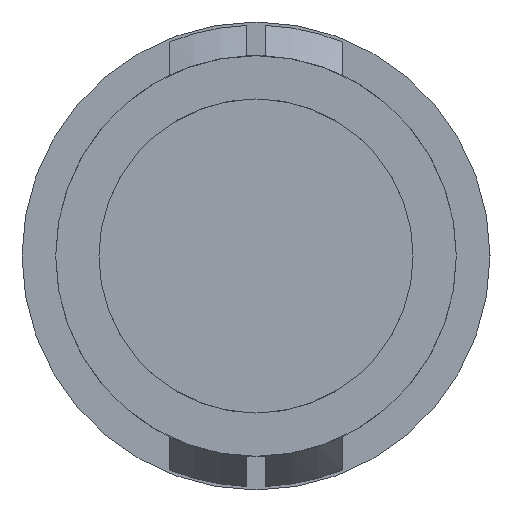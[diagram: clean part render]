
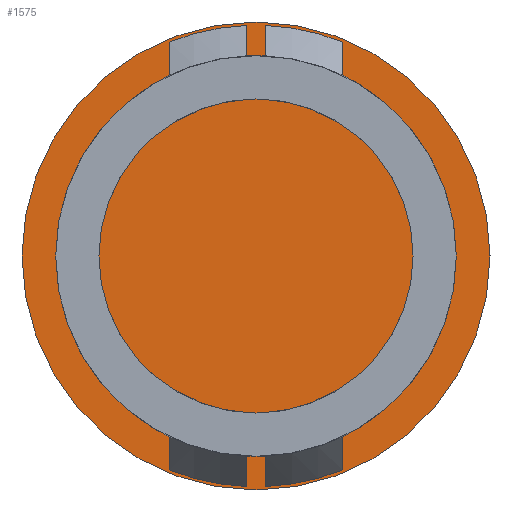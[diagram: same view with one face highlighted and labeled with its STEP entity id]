
A CAD part, front view. The second image highlights one B-rep face of the part: STEP entity #1575.
In plain terms, the highlighted planar face has unit normal (0, -1, 0).
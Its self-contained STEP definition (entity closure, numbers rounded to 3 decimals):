
#93 = CARTESIAN_POINT ( 'NONE',  ( 0., 0., -7.3 ) ) ;
#100 = CARTESIAN_POINT ( 'NONE',  ( 0., 0., 7.3 ) ) ;
#125 = CARTESIAN_POINT ( 'NONE',  ( -3.3, 0., 5.308 ) ) ;
#129 = CARTESIAN_POINT ( 'NONE',  ( 3.3, 0., 3.622 ) ) ;
#132 = CARTESIAN_POINT ( 'NONE',  ( -3.3, 0., -5.308 ) ) ;
#142 = CARTESIAN_POINT ( 'NONE',  ( 3.3, 0., -3.622 ) ) ;
#181 = CARTESIAN_POINT ( 'NONE',  ( 3.3, 0., 5.308 ) ) ;
#184 = CARTESIAN_POINT ( 'NONE',  ( -3.3, 0., -3.622 ) ) ;
#187 = CARTESIAN_POINT ( 'NONE',  ( -3.3, 0., 3.622 ) ) ;
#191 = CARTESIAN_POINT ( 'NONE',  ( 3.3, 0., -5.308 ) ) ;
#194 = CARTESIAN_POINT ( 'NONE',  ( 0., 0., 0. ) ) ;
#195 = DIRECTION ( 'NONE',  ( 0., -1., 0. ) ) ;
#196 = DIRECTION ( 'NONE',  ( 0., 0., -1. ) ) ;
#233 = CARTESIAN_POINT ( 'NONE',  ( 0., 0., 0. ) ) ;
#234 = DIRECTION ( 'NONE',  ( 0., 1., 0. ) ) ;
#235 = DIRECTION ( 'NONE',  ( 0., 0., 1. ) ) ;
#243 = CARTESIAN_POINT ( 'NONE',  ( 0., 0., 0. ) ) ;
#247 = DIRECTION ( 'NONE',  ( 0., -1., 0. ) ) ;
#248 = DIRECTION ( 'NONE',  ( 0., 0., -1. ) ) ;
#256 = LINE ( 'NONE', #257, #1660 ) ;
#257 = CARTESIAN_POINT ( 'NONE',  ( -3.3, 0., -7.3 ) ) ;
#258 = DIRECTION ( 'NONE',  ( 0., 0., 1. ) ) ;
#265 = LINE ( 'NONE', #266, #1645 ) ;
#266 = CARTESIAN_POINT ( 'NONE',  ( 3.3, 0., -7.3 ) ) ;
#267 = DIRECTION ( 'NONE',  ( 0., 0., 1. ) ) ;
#298 = CARTESIAN_POINT ( 'NONE',  ( 0., 0., 0. ) ) ;
#302 = DIRECTION ( 'NONE',  ( 0., 1., 0. ) ) ;
#303 = DIRECTION ( 'NONE',  ( 0., 0., 1. ) ) ;
#304 = CARTESIAN_POINT ( 'NONE',  ( 0., 0., 0. ) ) ;
#305 = DIRECTION ( 'NONE',  ( 0., 1., 0. ) ) ;
#306 = DIRECTION ( 'NONE',  ( 0., 0., 1. ) ) ;
#726 = LINE ( 'NONE', #727, #1840 ) ;
#727 = CARTESIAN_POINT ( 'NONE',  ( -3.3, 0., -7.3 ) ) ;
#728 = DIRECTION ( 'NONE',  ( 0., 0., 1. ) ) ;
#746 = LINE ( 'NONE', #747, #1847 ) ;
#747 = CARTESIAN_POINT ( 'NONE',  ( 3.3, 0., -7.3 ) ) ;
#748 = DIRECTION ( 'NONE',  ( 0., 0., 1. ) ) ;
#770 = PLANE ( 'NONE',  #1846 ) ;
#771 = CARTESIAN_POINT ( 'NONE',  ( -6.25, 0., 0. ) ) ;
#772 = DIRECTION ( 'NONE',  ( 0., -1., 0. ) ) ;
#773 = DIRECTION ( 'NONE',  ( 0., 0., -1. ) ) ;
#873 = CARTESIAN_POINT ( 'NONE',  ( 0., 0., 0. ) ) ;
#874 = DIRECTION ( 'NONE',  ( 0., 1., 0. ) ) ;
#875 = DIRECTION ( 'NONE',  ( 0., 0., 1. ) ) ;
#940 = VERTEX_POINT ( 'NONE', #93 ) ;
#951 = EDGE_LOOP ( 'NONE', ( #1080, #1079 ) ) ;
#952 = EDGE_LOOP ( 'NONE', ( #1089, #1088, #1087, #1086 ) ) ;
#953 = EDGE_LOOP ( 'NONE', ( #1084, #1085, #1083, #1081 ) ) ;
#963 = VERTEX_POINT ( 'NONE', #100 ) ;
#1079 = ORIENTED_EDGE ( 'NONE', *, *, #1377, .F. ) ;
#1080 = ORIENTED_EDGE ( 'NONE', *, *, #1402, .F. ) ;
#1081 = ORIENTED_EDGE ( 'NONE', *, *, #1366, .T. ) ;
#1083 = ORIENTED_EDGE ( 'NONE', *, *, #1385, .F. ) ;
#1084 = ORIENTED_EDGE ( 'NONE', *, *, #1557, .F. ) ;
#1085 = ORIENTED_EDGE ( 'NONE', *, *, #1403, .T. ) ;
#1086 = ORIENTED_EDGE ( 'NONE', *, *, #1382, .T. ) ;
#1087 = ORIENTED_EDGE ( 'NONE', *, *, #1389, .T. ) ;
#1088 = ORIENTED_EDGE ( 'NONE', *, *, #1619, .T. ) ;
#1089 = ORIENTED_EDGE ( 'NONE', *, *, #1565, .T. ) ;
#1172 = VERTEX_POINT ( 'NONE', #125 ) ;
#1176 = VERTEX_POINT ( 'NONE', #129 ) ;
#1179 = VERTEX_POINT ( 'NONE', #132 ) ;
#1189 = VERTEX_POINT ( 'NONE', #142 ) ;
#1246 = VERTEX_POINT ( 'NONE', #181 ) ;
#1249 = VERTEX_POINT ( 'NONE', #184 ) ;
#1252 = VERTEX_POINT ( 'NONE', #187 ) ;
#1256 = VERTEX_POINT ( 'NONE', #191 ) ;
#1366 = EDGE_CURVE ( 'NONE', #1252, #1249, #1491, .T. ) ;
#1375 = CIRCLE ( 'NONE', #1894, 6.25 ) ;
#1377 = EDGE_CURVE ( 'NONE', #940, #963, #1503, .T. ) ;
#1382 = EDGE_CURVE ( 'NONE', #1189, #1176, #1488, .T. ) ;
#1385 = EDGE_CURVE ( 'NONE', #1252, #1172, #256, .T. ) ;
#1389 = EDGE_CURVE ( 'NONE', #1256, #1189, #265, .T. ) ;
#1402 = EDGE_CURVE ( 'NONE', #963, #940, #1585, .T. ) ;
#1403 = EDGE_CURVE ( 'NONE', #1179, #1172, #1582, .T. ) ;
#1488 = CIRCLE ( 'NONE', #1656, 4.9 ) ;
#1491 = CIRCLE ( 'NONE', #1668, 4.9 ) ;
#1503 = CIRCLE ( 'NONE', #1648, 7.3 ) ;
#1557 = EDGE_CURVE ( 'NONE', #1179, #1249, #726, .T. ) ;
#1565 = EDGE_CURVE ( 'NONE', #1176, #1246, #746, .T. ) ;
#1575 = ADVANCED_FACE ( 'NONE', ( #1854, #1858, #1860 ), #770, .T. ) ;
#1582 = CIRCLE ( 'NONE', #1673, 6.25 ) ;
#1585 = CIRCLE ( 'NONE', #1641, 7.3 ) ;
#1619 = EDGE_CURVE ( 'NONE', #1246, #1256, #1375, .T. ) ;
#1641 = AXIS2_PLACEMENT_3D ( 'NONE', #298, #302, #303 ) ;
#1645 = VECTOR ( 'NONE', #267, 1000. ) ;
#1648 = AXIS2_PLACEMENT_3D ( 'NONE', #233, #234, #235 ) ;
#1656 = AXIS2_PLACEMENT_3D ( 'NONE', #243, #247, #248 ) ;
#1660 = VECTOR ( 'NONE', #258, 1000. ) ;
#1668 = AXIS2_PLACEMENT_3D ( 'NONE', #194, #195, #196 ) ;
#1673 = AXIS2_PLACEMENT_3D ( 'NONE', #304, #305, #306 ) ;
#1840 = VECTOR ( 'NONE', #728, 1000. ) ;
#1846 = AXIS2_PLACEMENT_3D ( 'NONE', #771, #772, #773 ) ;
#1847 = VECTOR ( 'NONE', #748, 1000. ) ;
#1854 = FACE_BOUND ( 'NONE', #952, .T. ) ;
#1858 = FACE_BOUND ( 'NONE', #953, .T. ) ;
#1860 = FACE_OUTER_BOUND ( 'NONE', #951, .T. ) ;
#1894 = AXIS2_PLACEMENT_3D ( 'NONE', #873, #874, #875 ) ;
